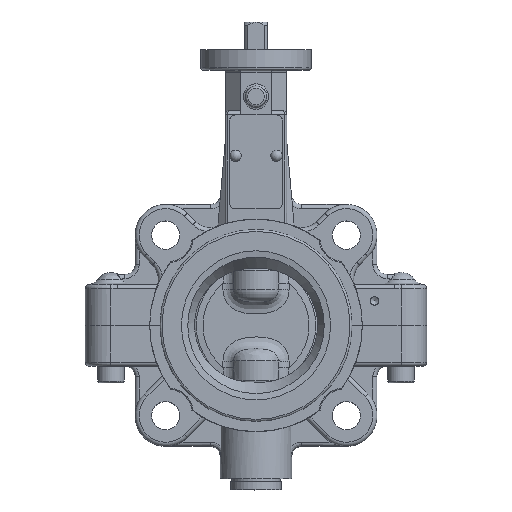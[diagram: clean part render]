
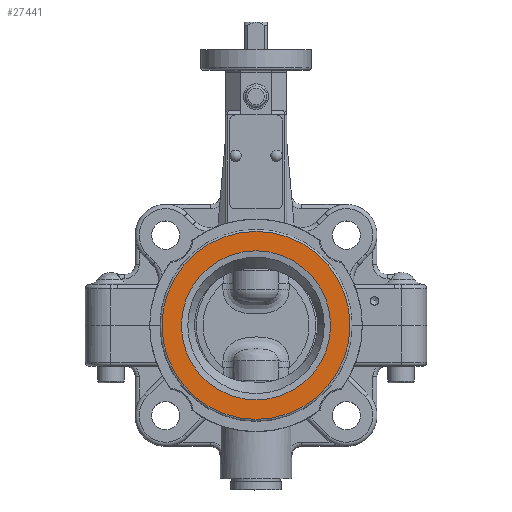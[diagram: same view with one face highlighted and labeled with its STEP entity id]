
A CAD part, top view. The second image highlights one B-rep face of the part: STEP entity #27441.
In plain terms, the highlighted face is planar.
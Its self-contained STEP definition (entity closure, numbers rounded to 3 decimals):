
#27390=CARTESIAN_POINT('',(-46.,23.,0.));
#27391=VERTEX_POINT('',#27390);
#27392=CARTESIAN_POINT('',(0.,23.,0.0));
#27393=DIRECTION('',(0.0,-1.0,0.0));
#27394=DIRECTION('',(1.0,0.0,0.0));
#27395=AXIS2_PLACEMENT_3D('',#27392,#27393,#27394);
#27396=CIRCLE('',#27395,46.);
#27397=EDGE_CURVE('',#27391,#27391,#27396,.T.);
#27422=CARTESIAN_POINT('',(-41.75,23.,0.0));
#27423=DIRECTION('',(0.0,1.0,0.0));
#27424=DIRECTION('',(0.0,0.0,1.0));
#27425=AXIS2_PLACEMENT_3D('',#27422,#27423,#27424);
#27426=PLANE('',#27425);
#27427=ORIENTED_EDGE('',*,*,#27397,.F.);
#27428=EDGE_LOOP('',(#27427));
#27429=FACE_OUTER_BOUND('',#27428,.T.);
#27430=CARTESIAN_POINT('',(-36.5,23.,0.0));
#27431=VERTEX_POINT('',#27430);
#27432=CARTESIAN_POINT('',(0.,23.,0.0));
#27433=DIRECTION('',(0.0,1.0,0.0));
#27434=DIRECTION('',(-1.0,0.0,0.0));
#27435=AXIS2_PLACEMENT_3D('',#27432,#27433,#27434);
#27436=CIRCLE('',#27435,36.5);
#27437=EDGE_CURVE('',#27431,#27431,#27436,.T.);
#27438=ORIENTED_EDGE('',*,*,#27437,.F.);
#27439=EDGE_LOOP('',(#27438));
#27440=FACE_BOUND('',#27439,.T.);
#27441=ADVANCED_FACE('',(#27429,#27440),#27426,.T.);
